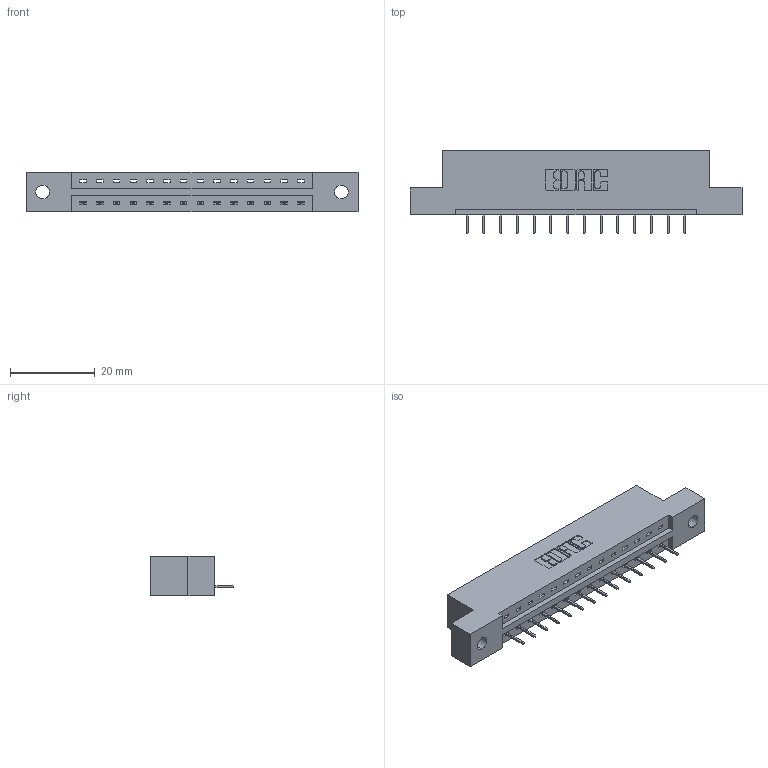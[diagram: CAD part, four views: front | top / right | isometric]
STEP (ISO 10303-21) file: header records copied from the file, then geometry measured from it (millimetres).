
FILE_DESCRIPTION (( 'STEP AP203' ), '1' );
FILE_NAME ('337-014-524-102.STEP', '2018-08-04T14:28:44', ( '' ), ( '' ), 'SwSTEP 2.0', 'SolidWorks 2016', '' );
FILE_SCHEMA (( 'CONFIG_CONTROL_DESIGN' ));
Length unit declared in the file: inch
Products named in the file (3): 337 Part_Flush Mounting Lugs - 0.128 Dia; 345-292-001_345-293-124; 337-014-524-102
Assembly tree (15 placements, depth 2):
  337-014-524-102
    337 Part_Flush Mounting Lugs - 0.128 Dia
    345-292-001_345-293-124  x14
Bounding box: 78.49 x 19.69 x 9.4 mm (x, y, z)
Volume: 7714.9 mm3; surface area: 7352.5 mm2
Topology: 15 solids, 15 shells, 1038 faces, 2999 edges, 1942 vertices
Faces by surface type: plane 798, cylinder 240
Entity records: 14105 total; most frequent: CARTESIAN_POINT 2460, ORIENTED_EDGE 2410, DIRECTION 2129, EDGE_CURVE 1205, VECTOR 1081, LINE 1081, VERTEX_POINT 798, AXIS2_PLACEMENT_3D 524
